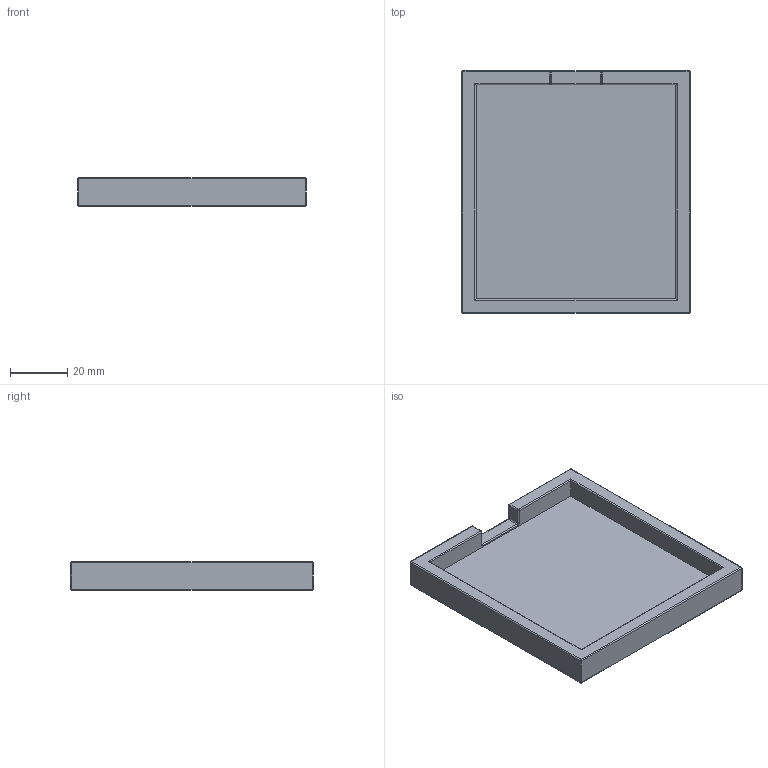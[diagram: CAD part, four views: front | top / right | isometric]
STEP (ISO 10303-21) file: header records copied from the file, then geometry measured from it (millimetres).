
FILE_DESCRIPTION(/* description */ (''),/* implementation_level */ '2;1');
FILE_NAME(/* name */ '7c8e3e94-8e82-4030-9f5b-69125bb5b819.stp',/* time_stamp */ '2026-02-07T14:45:45Z',/* author */ (''),/* organization */ (''),/* preprocessor_version */ 'ST-DEVELOPER v20.1',/* originating_system */ 'Autodesk Translation Framework v14.24.0.0',/* authorisation */ '');
FILE_SCHEMA (('AUTOMOTIVE_DESIGN { 1 0 10303 214 3 1 1 }'));
Length unit declared in the file: millimetre
Products named in the file (1): 2026-02-05-14-25-44-150
Bounding box: 80 x 85 x 10 mm (x, y, z)
Volume: 30678.3 mm3; surface area: 18597.8 mm2
Topology: 1 solids, 1 shells, 58 faces, 120 edges, 64 vertices
Faces by surface type: cylinder 28, plane 14, sphere 12, torus 4
Entity records: 1529 total; most frequent: DIRECTION 294, CARTESIAN_POINT 243, ORIENTED_EDGE 240, EDGE_CURVE 120, AXIS2_PLACEMENT_3D 115, LINE 64, VECTOR 64, VERTEX_POINT 64
